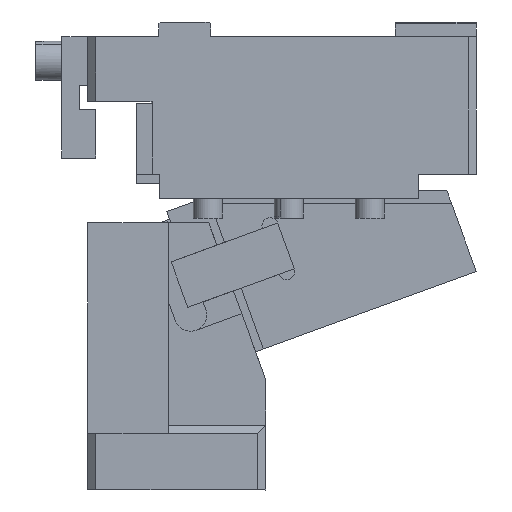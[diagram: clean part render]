
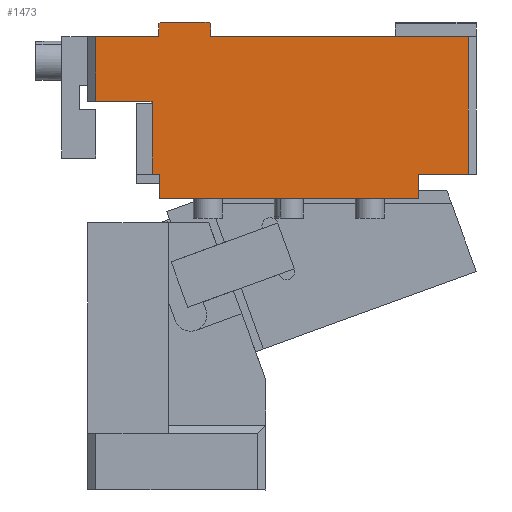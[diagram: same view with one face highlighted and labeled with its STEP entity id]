
A CAD part, front view. The second image highlights one B-rep face of the part: STEP entity #1473.
In plain terms, the highlighted planar face has unit normal (0, -1, 0).
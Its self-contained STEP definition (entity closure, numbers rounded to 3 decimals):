
#1132=CARTESIAN_POINT('Vertex',(204.3,-80.,-100.1)) ;
#1153=CARTESIAN_POINT('Vertex',(204.3,-80.,-85.1)) ;
#1156=CARTESIAN_POINT('Line Origine',(204.3,-80.,-92.6)) ;
#1299=CARTESIAN_POINT('Vertex',(235.,-80.,0.)) ;
#1302=CARTESIAN_POINT('Line Origine',(235.,-80.,-42.55)) ;
#1306=CARTESIAN_POINT('Vertex',(235.,-80.,-85.1)) ;
#1321=CARTESIAN_POINT('Axis2P3D Location',(0.,-80.,0.)) ;
#1326=CARTESIAN_POINT('Line Origine',(219.65,-80.,-85.1)) ;
#1331=CARTESIAN_POINT('Line Origine',(155.5,-80.,0.)) ;
#1335=CARTESIAN_POINT('Vertex',(76.,-80.,0.)) ;
#1338=CARTESIAN_POINT('Line Origine',(76.,-80.,4.)) ;
#1342=CARTESIAN_POINT('Vertex',(76.,-80.,8.)) ;
#1345=CARTESIAN_POINT('Line Origine',(75.5,-80.,8.5)) ;
#1349=CARTESIAN_POINT('Vertex',(75.,-80.,9.)) ;
#1352=CARTESIAN_POINT('Line Origine',(60.,-80.,9.)) ;
#1356=CARTESIAN_POINT('Vertex',(45.,-80.,9.)) ;
#1359=CARTESIAN_POINT('Line Origine',(44.5,-80.,8.5)) ;
#1363=CARTESIAN_POINT('Vertex',(44.,-80.,8.)) ;
#1366=CARTESIAN_POINT('Line Origine',(44.,-80.,4.)) ;
#1370=CARTESIAN_POINT('Vertex',(44.,-80.,0.)) ;
#1373=CARTESIAN_POINT('Line Origine',(24.5,-80.,0.)) ;
#1377=CARTESIAN_POINT('Vertex',(5.,-80.,0.)) ;
#1380=CARTESIAN_POINT('Line Origine',(5.,-80.,-20.)) ;
#1384=CARTESIAN_POINT('Vertex',(5.,-80.,-40.)) ;
#1387=CARTESIAN_POINT('Line Origine',(21.,-80.,-40.)) ;
#1391=CARTESIAN_POINT('Vertex',(37.,-80.,-40.)) ;
#1395=CARTESIAN_POINT('Control Point',(37.768,-80.,-40.1)) ;
#1396=CARTESIAN_POINT('Control Point',(37.618,-80.,-40.06)) ;
#1397=CARTESIAN_POINT('Control Point',(37.466,-80.,-40.03)) ;
#1398=CARTESIAN_POINT('Control Point',(37.31,-80.,-40.01)) ;
#1399=CARTESIAN_POINT('Control Point',(37.155,-80.,-40.)) ;
#1400=CARTESIAN_POINT('Control Point',(37.,-80.,-40.)) ;
#1401=CARTESIAN_POINT('Vertex',(37.768,-80.,-40.1)) ;
#1404=CARTESIAN_POINT('Line Origine',(38.884,-80.,-40.1)) ;
#1408=CARTESIAN_POINT('Vertex',(40.,-80.,-40.1)) ;
#1411=CARTESIAN_POINT('Line Origine',(40.,-80.,-47.85)) ;
#1415=CARTESIAN_POINT('Vertex',(40.,-80.,-55.6)) ;
#1418=CARTESIAN_POINT('Line Origine',(40.,-80.,-60.55)) ;
#1422=CARTESIAN_POINT('Vertex',(40.,-80.,-65.5)) ;
#1425=CARTESIAN_POINT('Line Origine',(40.,-80.,-75.3)) ;
#1429=CARTESIAN_POINT('Vertex',(40.,-80.,-85.1)) ;
#1432=CARTESIAN_POINT('Line Origine',(42.15,-80.,-85.1)) ;
#1436=CARTESIAN_POINT('Vertex',(44.3,-80.,-85.1)) ;
#1439=CARTESIAN_POINT('Line Origine',(44.3,-80.,-92.6)) ;
#1443=CARTESIAN_POINT('Vertex',(44.3,-80.,-100.1)) ;
#1446=CARTESIAN_POINT('Line Origine',(124.3,-80.,-100.1)) ;
#1157=DIRECTION('Vector Direction',(0.,0.,1.)) ;
#1303=DIRECTION('Vector Direction',(0.,0.,1.)) ;
#1322=DIRECTION('Axis2P3D Direction',(0.,1.,0.)) ;
#1323=DIRECTION('Axis2P3D XDirection',(0.,0.,1.)) ;
#1327=DIRECTION('Vector Direction',(-1.,0.,0.)) ;
#1332=DIRECTION('Vector Direction',(1.,0.,0.)) ;
#1339=DIRECTION('Vector Direction',(0.,0.,1.)) ;
#1346=DIRECTION('Vector Direction',(-0.707,0.,0.707)) ;
#1353=DIRECTION('Vector Direction',(-1.,0.,0.)) ;
#1360=DIRECTION('Vector Direction',(-0.707,0.,-0.707)) ;
#1367=DIRECTION('Vector Direction',(0.,0.,-1.)) ;
#1374=DIRECTION('Vector Direction',(1.,0.,0.)) ;
#1381=DIRECTION('Vector Direction',(0.,0.,-1.)) ;
#1388=DIRECTION('Vector Direction',(-1.,0.,0.)) ;
#1405=DIRECTION('Vector Direction',(-1.,0.,0.)) ;
#1412=DIRECTION('Vector Direction',(0.,0.,-1.)) ;
#1419=DIRECTION('Vector Direction',(0.,0.,-1.)) ;
#1426=DIRECTION('Vector Direction',(0.,0.,-1.)) ;
#1433=DIRECTION('Vector Direction',(-1.,0.,0.)) ;
#1440=DIRECTION('Vector Direction',(0.,0.,1.)) ;
#1447=DIRECTION('Vector Direction',(-1.,0.,0.)) ;
#1324=AXIS2_PLACEMENT_3D('Plane Axis2P3D',#1321,#1322,#1323) ;
#1452=ORIENTED_EDGE('',*,*,#1160,.T.) ;
#1453=ORIENTED_EDGE('',*,*,#1330,.F.) ;
#1454=ORIENTED_EDGE('',*,*,#1308,.T.) ;
#1455=ORIENTED_EDGE('',*,*,#1337,.F.) ;
#1456=ORIENTED_EDGE('',*,*,#1344,.T.) ;
#1457=ORIENTED_EDGE('',*,*,#1351,.T.) ;
#1458=ORIENTED_EDGE('',*,*,#1358,.T.) ;
#1459=ORIENTED_EDGE('',*,*,#1365,.T.) ;
#1460=ORIENTED_EDGE('',*,*,#1372,.T.) ;
#1461=ORIENTED_EDGE('',*,*,#1379,.F.) ;
#1462=ORIENTED_EDGE('',*,*,#1386,.T.) ;
#1463=ORIENTED_EDGE('',*,*,#1393,.F.) ;
#1464=ORIENTED_EDGE('',*,*,#1403,.F.) ;
#1465=ORIENTED_EDGE('',*,*,#1410,.F.) ;
#1466=ORIENTED_EDGE('',*,*,#1417,.T.) ;
#1467=ORIENTED_EDGE('',*,*,#1424,.T.) ;
#1468=ORIENTED_EDGE('',*,*,#1431,.T.) ;
#1469=ORIENTED_EDGE('',*,*,#1438,.F.) ;
#1470=ORIENTED_EDGE('',*,*,#1445,.F.) ;
#1471=ORIENTED_EDGE('',*,*,#1450,.F.) ;
#1158=VECTOR('Line Direction',#1157,1.) ;
#1304=VECTOR('Line Direction',#1303,1.) ;
#1328=VECTOR('Line Direction',#1327,1.) ;
#1333=VECTOR('Line Direction',#1332,1.) ;
#1340=VECTOR('Line Direction',#1339,1.) ;
#1347=VECTOR('Line Direction',#1346,1.) ;
#1354=VECTOR('Line Direction',#1353,1.) ;
#1361=VECTOR('Line Direction',#1360,1.) ;
#1368=VECTOR('Line Direction',#1367,1.) ;
#1375=VECTOR('Line Direction',#1374,1.) ;
#1382=VECTOR('Line Direction',#1381,1.) ;
#1389=VECTOR('Line Direction',#1388,1.) ;
#1406=VECTOR('Line Direction',#1405,1.) ;
#1413=VECTOR('Line Direction',#1412,1.) ;
#1420=VECTOR('Line Direction',#1419,1.) ;
#1427=VECTOR('Line Direction',#1426,1.) ;
#1434=VECTOR('Line Direction',#1433,1.) ;
#1441=VECTOR('Line Direction',#1440,1.) ;
#1448=VECTOR('Line Direction',#1447,1.) ;
#1473=ADVANCED_FACE('CAM HOLDER',(#1472),#1325,.F.) ;
#1394=B_SPLINE_CURVE_WITH_KNOTS('',5,(#1395,#1396,#1397,#1398,#1399,#1400),.UNSPECIFIED.,.F.,.U.,(6,6),(0.,1.097),.UNSPECIFIED.) ;
#1160=EDGE_CURVE('',#1133,#1154,#1159,.T.) ;
#1308=EDGE_CURVE('',#1307,#1300,#1305,.T.) ;
#1330=EDGE_CURVE('',#1307,#1154,#1329,.T.) ;
#1337=EDGE_CURVE('',#1336,#1300,#1334,.T.) ;
#1344=EDGE_CURVE('',#1336,#1343,#1341,.T.) ;
#1351=EDGE_CURVE('',#1343,#1350,#1348,.T.) ;
#1358=EDGE_CURVE('',#1350,#1357,#1355,.T.) ;
#1365=EDGE_CURVE('',#1357,#1364,#1362,.T.) ;
#1372=EDGE_CURVE('',#1364,#1371,#1369,.T.) ;
#1379=EDGE_CURVE('',#1378,#1371,#1376,.T.) ;
#1386=EDGE_CURVE('',#1378,#1385,#1383,.T.) ;
#1393=EDGE_CURVE('',#1392,#1385,#1390,.T.) ;
#1403=EDGE_CURVE('',#1402,#1392,#1394,.T.) ;
#1410=EDGE_CURVE('',#1409,#1402,#1407,.T.) ;
#1417=EDGE_CURVE('',#1409,#1416,#1414,.T.) ;
#1424=EDGE_CURVE('',#1416,#1423,#1421,.T.) ;
#1431=EDGE_CURVE('',#1423,#1430,#1428,.T.) ;
#1438=EDGE_CURVE('',#1437,#1430,#1435,.T.) ;
#1445=EDGE_CURVE('',#1444,#1437,#1442,.T.) ;
#1450=EDGE_CURVE('',#1133,#1444,#1449,.T.) ;
#1451=EDGE_LOOP('',(#1452,#1453,#1454,#1455,#1456,#1457,#1458,#1459,#1460,#1461,#1462,#1463,#1464,#1465,#1466,#1467,#1468,#1469,#1470,#1471)) ;
#1472=FACE_OUTER_BOUND('',#1451,.T.) ;
#1159=LINE('Line',#1156,#1158) ;
#1305=LINE('Line',#1302,#1304) ;
#1329=LINE('Line',#1326,#1328) ;
#1334=LINE('Line',#1331,#1333) ;
#1341=LINE('Line',#1338,#1340) ;
#1348=LINE('Line',#1345,#1347) ;
#1355=LINE('Line',#1352,#1354) ;
#1362=LINE('Line',#1359,#1361) ;
#1369=LINE('Line',#1366,#1368) ;
#1376=LINE('Line',#1373,#1375) ;
#1383=LINE('Line',#1380,#1382) ;
#1390=LINE('Line',#1387,#1389) ;
#1407=LINE('Line',#1404,#1406) ;
#1414=LINE('Line',#1411,#1413) ;
#1421=LINE('Line',#1418,#1420) ;
#1428=LINE('Line',#1425,#1427) ;
#1435=LINE('Line',#1432,#1434) ;
#1442=LINE('Line',#1439,#1441) ;
#1449=LINE('Line',#1446,#1448) ;
#1325=PLANE('Plane',#1324) ;
#1133=VERTEX_POINT('',#1132) ;
#1154=VERTEX_POINT('',#1153) ;
#1300=VERTEX_POINT('',#1299) ;
#1307=VERTEX_POINT('',#1306) ;
#1336=VERTEX_POINT('',#1335) ;
#1343=VERTEX_POINT('',#1342) ;
#1350=VERTEX_POINT('',#1349) ;
#1357=VERTEX_POINT('',#1356) ;
#1364=VERTEX_POINT('',#1363) ;
#1371=VERTEX_POINT('',#1370) ;
#1378=VERTEX_POINT('',#1377) ;
#1385=VERTEX_POINT('',#1384) ;
#1392=VERTEX_POINT('',#1391) ;
#1402=VERTEX_POINT('',#1401) ;
#1409=VERTEX_POINT('',#1408) ;
#1416=VERTEX_POINT('',#1415) ;
#1423=VERTEX_POINT('',#1422) ;
#1430=VERTEX_POINT('',#1429) ;
#1437=VERTEX_POINT('',#1436) ;
#1444=VERTEX_POINT('',#1443) ;
